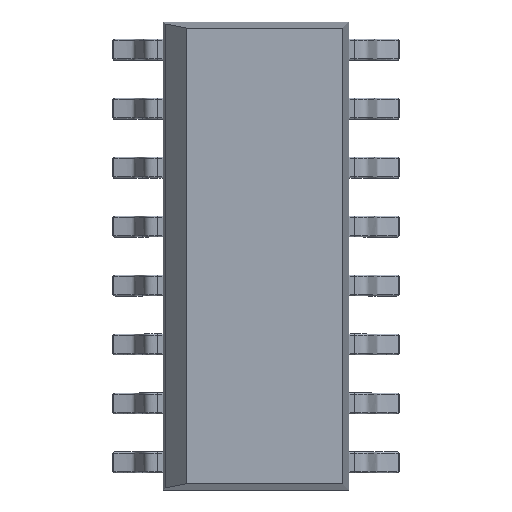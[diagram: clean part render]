
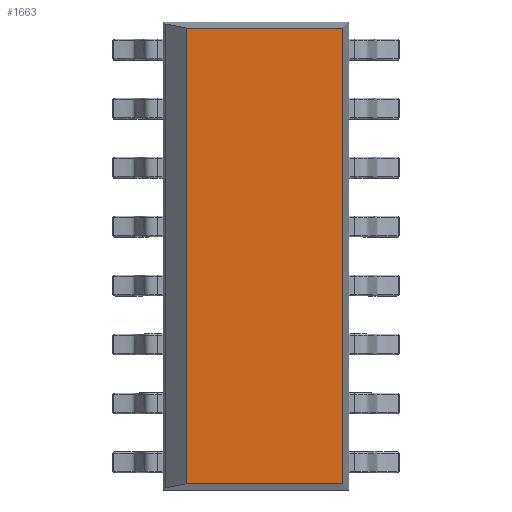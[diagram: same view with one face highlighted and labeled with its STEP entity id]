
A CAD part, top view. The second image highlights one B-rep face of the part: STEP entity #1663.
In plain terms, the highlighted planar face has unit normal (0, 0, 1).
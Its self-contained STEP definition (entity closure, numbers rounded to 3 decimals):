
#697 = VERTEX_POINT('',#698);
#698 = CARTESIAN_POINT('',(1.868,-4.908,1.997));
#819 = VERTEX_POINT('',#820);
#820 = CARTESIAN_POINT('',(1.868,4.908,1.997));
#827 = EDGE_CURVE('',#697,#819,#828,.T.);
#828 = B_SPLINE_CURVE_WITH_KNOTS('',1,(#829,#830),.UNSPECIFIED.,.F.,.F.,
  (2,2),(4.232,14.048),.PIECEWISE_BEZIER_KNOTS.);
#829 = CARTESIAN_POINT('',(1.868,-4.908,1.997));
#830 = CARTESIAN_POINT('',(1.868,4.908,1.997));
#1631 = VERTEX_POINT('',#1632);
#1632 = CARTESIAN_POINT('',(-1.5,-4.908,1.997));
#1654 = EDGE_CURVE('',#1631,#697,#1655,.T.);
#1655 = B_SPLINE_CURVE_WITH_KNOTS('',1,(#1656,#1657),.UNSPECIFIED.,.F.,
  .F.,(2,2),(-11.875,-8.507),.PIECEWISE_BEZIER_KNOTS.);
#1656 = CARTESIAN_POINT('',(-1.5,-4.908,1.997));
#1657 = CARTESIAN_POINT('',(1.868,-4.908,1.997));
#1663 = ADVANCED_FACE('',(#1664),#1680,.T.);
#1664 = FACE_BOUND('',#1665,.T.);
#1665 = EDGE_LOOP('',(#1666,#1667,#1668,#1675));
#1666 = ORIENTED_EDGE('',*,*,#1654,.T.);
#1667 = ORIENTED_EDGE('',*,*,#827,.T.);
#1668 = ORIENTED_EDGE('',*,*,#1669,.F.);
#1669 = EDGE_CURVE('',#1670,#819,#1672,.T.);
#1670 = VERTEX_POINT('',#1671);
#1671 = CARTESIAN_POINT('',(-1.5,4.908,1.997));
#1672 = B_SPLINE_CURVE_WITH_KNOTS('',1,(#1673,#1674),.UNSPECIFIED.,.F.,
  .F.,(2,2),(-6.4,-3.032),.PIECEWISE_BEZIER_KNOTS.);
#1673 = CARTESIAN_POINT('',(-1.5,4.908,1.997));
#1674 = CARTESIAN_POINT('',(1.868,4.908,1.997));
#1675 = ORIENTED_EDGE('',*,*,#1676,.T.);
#1676 = EDGE_CURVE('',#1670,#1631,#1677,.T.);
#1677 = B_SPLINE_CURVE_WITH_KNOTS('',1,(#1678,#1679),.UNSPECIFIED.,.F.,
  .F.,(2,2),(-14.048,-4.232),.PIECEWISE_BEZIER_KNOTS.);
#1678 = CARTESIAN_POINT('',(-1.5,4.908,1.997));
#1679 = CARTESIAN_POINT('',(-1.5,-4.908,1.997));
#1680 = PLANE('',#1681);
#1681 = AXIS2_PLACEMENT_3D('',#1682,#1683,#1684);
#1682 = CARTESIAN_POINT('',(-1.5,-9.14,1.997));
#1683 = DIRECTION('',(0.,0.,1.));
#1684 = DIRECTION('',(0.,1.,0.));
